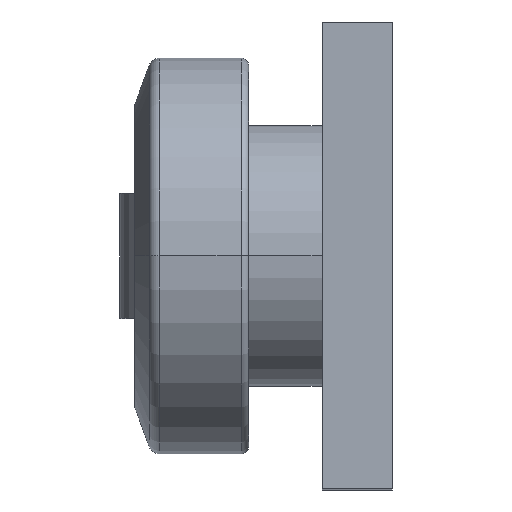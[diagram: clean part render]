
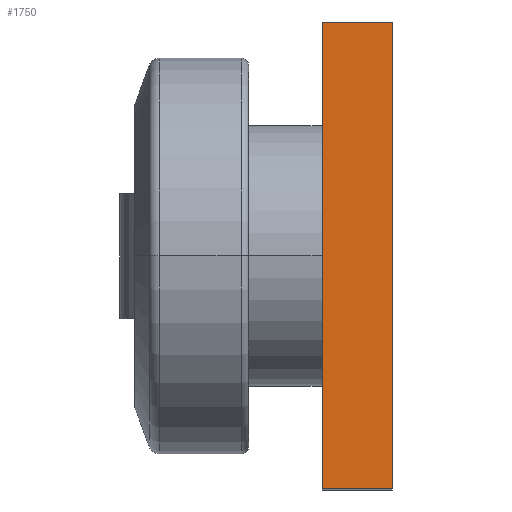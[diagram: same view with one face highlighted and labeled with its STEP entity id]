
A CAD part, top view. The second image highlights one B-rep face of the part: STEP entity #1750.
In plain terms, the highlighted planar face has unit normal (0, 0, 1).
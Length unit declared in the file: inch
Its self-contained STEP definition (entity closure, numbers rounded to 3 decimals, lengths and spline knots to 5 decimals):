
#230 = DIRECTION ( 'NONE',  ( 1., 0., 0. ) ) ;
#280 = ORIENTED_EDGE ( 'NONE', *, *, #1214, .T. ) ;
#664 = PLANE ( 'NONE',  #740 ) ;
#673 = ORIENTED_EDGE ( 'NONE', *, *, #2064, .T. ) ;
#675 = FACE_OUTER_BOUND ( 'NONE', #4096, .T. ) ;
#727 = CARTESIAN_POINT ( 'NONE',  ( 2.165, -2.5, 3.54331 ) ) ;
#740 = AXIS2_PLACEMENT_3D ( 'NONE', #4441, #3617, #3192 ) ;
#745 = VECTOR ( 'NONE', #230, 39.37008 ) ;
#783 = CARTESIAN_POINT ( 'NONE',  ( 2.915, 2.5, 3.54331 ) ) ;
#945 = EDGE_CURVE ( 'NONE', #1967, #1643, #970, .T. ) ;
#970 = LINE ( 'NONE', #1763, #4514 ) ;
#1214 = EDGE_CURVE ( 'NONE', #3377, #1967, #3169, .T. ) ;
#1256 = CARTESIAN_POINT ( 'NONE',  ( 2.165, 2.5, 3.54331 ) ) ;
#1260 = VECTOR ( 'NONE', #5485, 39.37008 ) ;
#1501 = DIRECTION ( 'NONE',  ( 0., 1., 0. ) ) ;
#1507 = ORIENTED_EDGE ( 'NONE', *, *, #945, .T. ) ;
#1643 = VERTEX_POINT ( 'NONE', #1256 ) ;
#1750 = ADVANCED_FACE ( 'NONE', ( #675 ), #664, .F. ) ;
#1763 = CARTESIAN_POINT ( 'NONE',  ( 2.915, 2.5, 3.54331 ) ) ;
#1966 = VERTEX_POINT ( 'NONE', #4643 ) ;
#1967 = VERTEX_POINT ( 'NONE', #783 ) ;
#2064 = EDGE_CURVE ( 'NONE', #1966, #3377, #2408, .T. ) ;
#2132 = ORIENTED_EDGE ( 'NONE', *, *, #5268, .T. ) ;
#2408 = LINE ( 'NONE', #4454, #745 ) ;
#2808 = CARTESIAN_POINT ( 'NONE',  ( 2.915, -2.5, 3.54331 ) ) ;
#3169 = LINE ( 'NONE', #4447, #4249 ) ;
#3192 = DIRECTION ( 'NONE',  ( 0., -1., 0. ) ) ;
#3377 = VERTEX_POINT ( 'NONE', #2808 ) ;
#3617 = DIRECTION ( 'NONE',  ( 0., 0., -1. ) ) ;
#4096 = EDGE_LOOP ( 'NONE', ( #673, #280, #1507, #2132 ) ) ;
#4249 = VECTOR ( 'NONE', #1501, 39.37008 ) ;
#4441 = CARTESIAN_POINT ( 'NONE',  ( 2.165, -2.5, 3.54331 ) ) ;
#4447 = CARTESIAN_POINT ( 'NONE',  ( 2.915, -2.5, 3.54331 ) ) ;
#4454 = CARTESIAN_POINT ( 'NONE',  ( 2.915, -2.5, 3.54331 ) ) ;
#4514 = VECTOR ( 'NONE', #5152, 39.37008 ) ;
#4575 = LINE ( 'NONE', #727, #1260 ) ;
#4643 = CARTESIAN_POINT ( 'NONE',  ( 2.165, -2.5, 3.54331 ) ) ;
#5152 = DIRECTION ( 'NONE',  ( -1., 0., 0. ) ) ;
#5268 = EDGE_CURVE ( 'NONE', #1643, #1966, #4575, .T. ) ;
#5485 = DIRECTION ( 'NONE',  ( 0., -1., 0. ) ) ;
